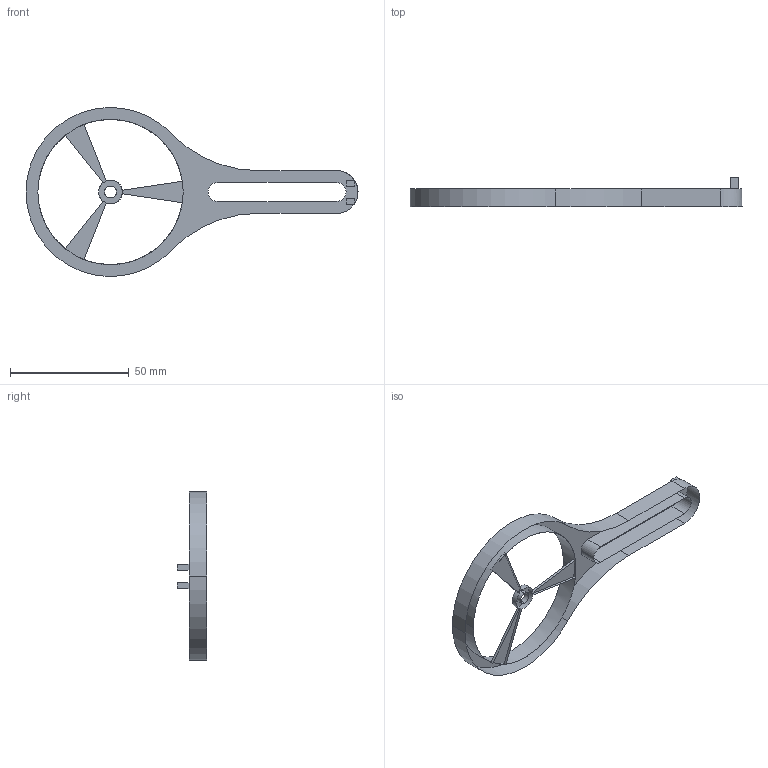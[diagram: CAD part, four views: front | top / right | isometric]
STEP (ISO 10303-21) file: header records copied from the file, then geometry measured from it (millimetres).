
FILE_DESCRIPTION (( 'STEP AP203' ), '1' );
FILE_NAME ('Chassis_v1.000.001.STEP', '2024-11-28T02:54:10', ( '' ), ( '' ), 'SwSTEP 2.0', 'SolidWorks 2024', '' );
FILE_SCHEMA (( 'CONFIG_CONTROL_DESIGN' ));
Length unit declared in the file: millimetre
Products named in the file (1): Chassis_v1.000.001
Bounding box: 139.5 x 12.5 x 70.94 mm (x, y, z)
Volume: 15474.5 mm3; surface area: 10239.1 mm2
Topology: 1 solids, 1 shells, 46 faces, 131 edges, 86 vertices
Faces by surface type: plane 28, cylinder 18
Entity records: 1606 total; most frequent: DIRECTION 275, CARTESIAN_POINT 264, ORIENTED_EDGE 262, EDGE_CURVE 131, AXIS2_PLACEMENT_3D 97, VERTEX_POINT 86, VECTOR 81, LINE 81
